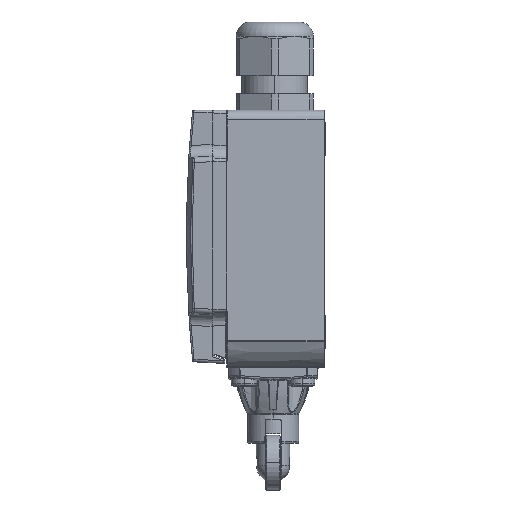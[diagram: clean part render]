
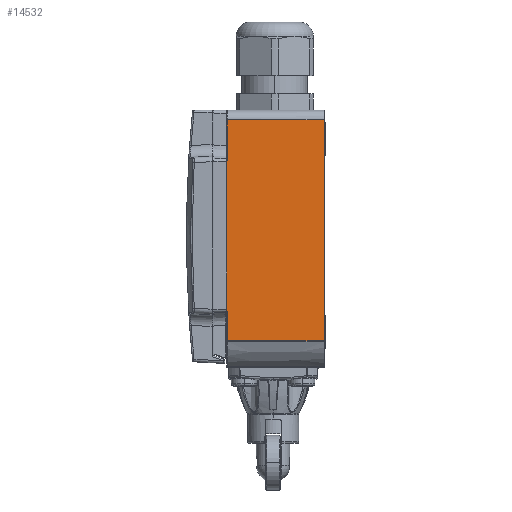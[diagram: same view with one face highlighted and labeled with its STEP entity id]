
A CAD part, left-side view. The second image highlights one B-rep face of the part: STEP entity #14532.
In plain terms, the highlighted planar face has unit normal (-1, -0.018, 0).
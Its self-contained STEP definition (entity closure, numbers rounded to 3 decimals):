
#2452=DIRECTION('',(0.,0.,1.));
#2453=VECTOR('',#2452,45.857);
#2454=CARTESIAN_POINT('',(-20.,30.5,
-22.926));
#2455=LINE('',#2454,#2453);
#2468=DIRECTION('',(0.,0.,-1.));
#2469=VECTOR('',#2468,9.089);
#2470=CARTESIAN_POINT('',(-19.996,30.297,
-23.763));
#2471=LINE('',#2470,#2469);
#2472=CARTESIAN_POINT('',(-20.,30.5,
-22.919));
#2473=CARTESIAN_POINT('',(-20.,30.491,
-22.937));
#2474=CARTESIAN_POINT('',(-20.,30.476,
-22.974));
#2475=CARTESIAN_POINT('',(-20.,30.479,
-23.028));
#2476=CARTESIAN_POINT('',(-19.999,30.451,
-23.09));
#2477=CARTESIAN_POINT('',(-19.999,30.436,
-23.159));
#2478=CARTESIAN_POINT('',(-19.998,30.411,
-23.226));
#2479=CARTESIAN_POINT('',(-19.998,30.387,
-23.302));
#2480=CARTESIAN_POINT('',(-19.998,30.358,
-23.393));
#2481=CARTESIAN_POINT('',(-19.997,30.331,
-23.495));
#2482=CARTESIAN_POINT('',(-19.997,30.311,
-23.589));
#2483=CARTESIAN_POINT('',(-19.996,30.299,
-23.681));
#2484=CARTESIAN_POINT('',(-19.996,30.297,
-23.736));
#2485=CARTESIAN_POINT('',(-19.996,30.297,
-23.763));
#2487=CARTESIAN_POINT('',(-20.,30.502,22.941));
#2488=CARTESIAN_POINT('',(-20.,30.49,22.97));
#2489=CARTESIAN_POINT('',(-19.999,30.47,23.029));
#2490=CARTESIAN_POINT('',(-19.999,30.433,23.118));
#2491=CARTESIAN_POINT('',(-19.998,30.402,23.197));
#2492=CARTESIAN_POINT('',(-19.998,30.374,23.272));
#2493=CARTESIAN_POINT('',(-19.997,30.35,23.344));
#2494=CARTESIAN_POINT('',(-19.997,30.33,23.412));
#2495=CARTESIAN_POINT('',(-19.997,30.315,23.477));
#2496=CARTESIAN_POINT('',(-19.997,30.304,23.538));
#2497=CARTESIAN_POINT('',(-19.996,30.298,23.596));
#2498=CARTESIAN_POINT('',(-19.996,30.297,23.632));
#2499=CARTESIAN_POINT('',(-19.996,30.297,23.65));
#2501=DIRECTION('',(0.,0.,1.));
#2502=VECTOR('',#2501,12.35);
#2503=CARTESIAN_POINT('',(-19.996,30.297,23.65));
#2504=LINE('',#2503,#2502);
#2505=DIRECTION('',(0.017,-1.,0.));
#2506=VECTOR('',#2505,30.203);
#2507=CARTESIAN_POINT('',(-19.996,30.297,36.));
#2508=LINE('',#2507,#2506);
#2509=DIRECTION('',(0.,0.,-1.));
#2510=VECTOR('',#2509,68.771);
#2511=CARTESIAN_POINT('',(-19.469,0.098,
36.));
#2512=LINE('',#2511,#2510);
#2513=CARTESIAN_POINT('',(-19.996,30.297,
-32.852));
#2514=CARTESIAN_POINT('',(-19.938,26.961,
-32.843));
#2515=CARTESIAN_POINT('',(-19.822,20.277,
-32.825));
#2516=CARTESIAN_POINT('',(-19.646,10.211,
-32.799));
#2517=CARTESIAN_POINT('',(-19.528,3.473,
-32.781));
#2518=CARTESIAN_POINT('',(-19.469,0.098,
-32.771));
#3096=CARTESIAN_POINT('',(-19.469,0.098,
36.));
#3134=CARTESIAN_POINT('',(-19.996,30.297,
-32.852));
#11627=VERTEX_POINT('',#3096);
#11630=CARTESIAN_POINT('',(-19.469,0.098,
-32.771));
#11631=VERTEX_POINT('',#11630);
#11749=CARTESIAN_POINT('',(-20.,30.5,
-22.926));
#11750=VERTEX_POINT('',#11749);
#11777=CARTESIAN_POINT('',(-20.,30.506,
22.931));
#11778=VERTEX_POINT('',#11777);
#11781=CARTESIAN_POINT('',(-19.996,30.297,
36.));
#11782=VERTEX_POINT('',#11781);
#11793=CARTESIAN_POINT('',(-19.996,30.297,
23.65));
#11794=VERTEX_POINT('',#11793);
#11832=VERTEX_POINT('',#3134);
#11834=CARTESIAN_POINT('',(-19.996,30.297,
-23.763));
#11835=VERTEX_POINT('',#11834);
#14510=CARTESIAN_POINT('',(-20.,30.5,-33.));
#14511=DIRECTION('',(-1.,-0.017,0.));
#14512=DIRECTION('',(0.,0.,1.));
#14513=AXIS2_PLACEMENT_3D('',#14510,#14511,#14512);
#14514=PLANE('',#14513);
#14516=ORIENTED_EDGE('',*,*,#14515,.F.);
#14518=ORIENTED_EDGE('',*,*,#14517,.F.);
#14519=ORIENTED_EDGE('',*,*,#14499,.T.);
#14521=ORIENTED_EDGE('',*,*,#14520,.T.);
#14523=ORIENTED_EDGE('',*,*,#14522,.T.);
#14525=ORIENTED_EDGE('',*,*,#14524,.T.);
#14527=ORIENTED_EDGE('',*,*,#14526,.T.);
#14529=ORIENTED_EDGE('',*,*,#14528,.F.);
#14530=EDGE_LOOP('',(#14516,#14518,#14519,#14521,#14523,#14525,#14527,#14529));
#14531=FACE_OUTER_BOUND('',#14530,.F.);
#2486=B_SPLINE_CURVE_WITH_KNOTS('',3,(#2472,#2473,#2474,#2475,#2476,#2477,#2478,
#2479,#2480,#2481,#2482,#2483,#2484,#2485),.UNSPECIFIED.,.F.,.F.,(4,1,1,1,1,1,1,
1,1,1,1,4),(0.,0.091,0.182,0.273,
0.364,0.455,0.545,0.636,
0.727,0.818,0.909,1.),.UNSPECIFIED.);
#2500=B_SPLINE_CURVE_WITH_KNOTS('',3,(#2487,#2488,#2489,#2490,#2491,#2492,#2493,
#2494,#2495,#2496,#2497,#2498,#2499),.UNSPECIFIED.,.F.,.F.,(4,1,1,1,1,1,1,1,1,1,
4),(0.,0.1,0.2,0.3,0.4,0.5,0.6,0.7,0.8,0.9,1.),
.UNSPECIFIED.);
#2519=B_SPLINE_CURVE_WITH_KNOTS('',3,(#2513,#2514,#2515,#2516,#2517,#2518),
.UNSPECIFIED.,.F.,.F.,(4,1,1,4),(0.,0.333,0.667,1.),
.UNSPECIFIED.);
#14499=EDGE_CURVE('',#11750,#11778,#2455,.T.);
#14515=EDGE_CURVE('',#11835,#11832,#2471,.T.);
#14517=EDGE_CURVE('',#11750,#11835,#2486,.T.);
#14520=EDGE_CURVE('',#11778,#11794,#2500,.T.);
#14522=EDGE_CURVE('',#11794,#11782,#2504,.T.);
#14524=EDGE_CURVE('',#11782,#11627,#2508,.T.);
#14526=EDGE_CURVE('',#11627,#11631,#2512,.T.);
#14528=EDGE_CURVE('',#11832,#11631,#2519,.T.);
#14532=ADVANCED_FACE('',(#14531),#14514,.T.);
